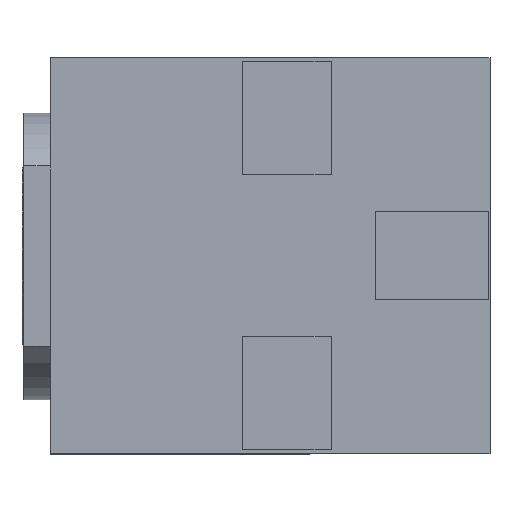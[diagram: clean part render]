
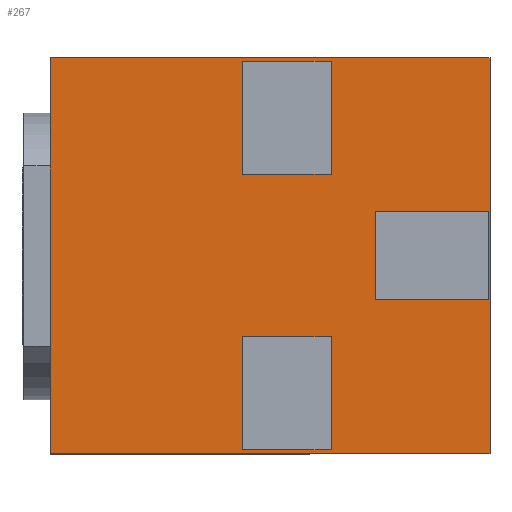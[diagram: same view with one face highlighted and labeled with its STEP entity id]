
A CAD part, top view. The second image highlights one B-rep face of the part: STEP entity #267.
In plain terms, the highlighted planar face has unit normal (0, 0, 1).
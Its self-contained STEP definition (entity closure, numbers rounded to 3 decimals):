
#44=LINE('',#1222,#121);
#48=LINE('',#1229,#125);
#49=LINE('',#1232,#126);
#50=LINE('',#1234,#127);
#51=LINE('',#1236,#128);
#52=LINE('',#1237,#129);
#53=LINE('',#1240,#130);
#54=LINE('',#1242,#131);
#55=LINE('',#1244,#132);
#56=LINE('',#1245,#133);
#57=LINE('',#1248,#134);
#58=LINE('',#1249,#135);
#59=LINE('',#1250,#136);
#60=LINE('',#1253,#137);
#61=LINE('',#1255,#138);
#62=LINE('',#1257,#139);
#121=VECTOR('',#932,1.);
#125=VECTOR('',#938,1.);
#126=VECTOR('',#939,1.);
#127=VECTOR('',#940,1.);
#128=VECTOR('',#941,1.);
#129=VECTOR('',#942,1.);
#130=VECTOR('',#943,1.);
#131=VECTOR('',#944,1.);
#132=VECTOR('',#945,1.);
#133=VECTOR('',#946,1.);
#134=VECTOR('',#947,1.);
#135=VECTOR('',#948,1.);
#136=VECTOR('',#949,1.);
#137=VECTOR('',#950,1.);
#138=VECTOR('',#951,1.);
#139=VECTOR('',#952,1.);
#195=PLANE('',#842);
#267=ADVANCED_FACE('',(#321,#322,#323,#324),#195,.T.);
#321=FACE_BOUND('',#351,.T.);
#322=FACE_BOUND('',#352,.T.);
#323=FACE_BOUND('',#353,.T.);
#324=FACE_BOUND('',#354,.T.);
#351=EDGE_LOOP('',(#423,#424,#425,#426));
#352=EDGE_LOOP('',(#427,#428,#429,#430));
#353=EDGE_LOOP('',(#431,#432,#433,#434));
#354=EDGE_LOOP('',(#435,#436,#437,#438));
#423=ORIENTED_EDGE('',*,*,#699,.F.);
#424=ORIENTED_EDGE('',*,*,#700,.F.);
#425=ORIENTED_EDGE('',*,*,#701,.F.);
#426=ORIENTED_EDGE('',*,*,#702,.F.);
#427=ORIENTED_EDGE('',*,*,#703,.T.);
#428=ORIENTED_EDGE('',*,*,#704,.T.);
#429=ORIENTED_EDGE('',*,*,#705,.T.);
#430=ORIENTED_EDGE('',*,*,#706,.T.);
#431=ORIENTED_EDGE('',*,*,#707,.T.);
#432=ORIENTED_EDGE('',*,*,#708,.F.);
#433=ORIENTED_EDGE('',*,*,#695,.F.);
#434=ORIENTED_EDGE('',*,*,#709,.T.);
#435=ORIENTED_EDGE('',*,*,#710,.F.);
#436=ORIENTED_EDGE('',*,*,#711,.F.);
#437=ORIENTED_EDGE('',*,*,#712,.F.);
#438=ORIENTED_EDGE('',*,*,#713,.F.);
#623=VERTEX_POINT('',#1221);
#624=VERTEX_POINT('',#1223);
#626=VERTEX_POINT('',#1230);
#627=VERTEX_POINT('',#1231);
#628=VERTEX_POINT('',#1233);
#629=VERTEX_POINT('',#1235);
#630=VERTEX_POINT('',#1238);
#631=VERTEX_POINT('',#1239);
#632=VERTEX_POINT('',#1241);
#633=VERTEX_POINT('',#1243);
#634=VERTEX_POINT('',#1246);
#635=VERTEX_POINT('',#1247);
#636=VERTEX_POINT('',#1251);
#637=VERTEX_POINT('',#1252);
#638=VERTEX_POINT('',#1254);
#639=VERTEX_POINT('',#1256);
#695=EDGE_CURVE('',#623,#624,#44,.T.);
#699=EDGE_CURVE('',#626,#627,#48,.T.);
#700=EDGE_CURVE('',#628,#626,#49,.T.);
#701=EDGE_CURVE('',#629,#628,#50,.T.);
#702=EDGE_CURVE('',#627,#629,#51,.T.);
#703=EDGE_CURVE('',#630,#631,#52,.T.);
#704=EDGE_CURVE('',#631,#632,#53,.T.);
#705=EDGE_CURVE('',#632,#633,#54,.T.);
#706=EDGE_CURVE('',#633,#630,#55,.T.);
#707=EDGE_CURVE('',#634,#635,#56,.T.);
#708=EDGE_CURVE('',#624,#635,#57,.T.);
#709=EDGE_CURVE('',#623,#634,#58,.T.);
#710=EDGE_CURVE('',#636,#637,#59,.T.);
#711=EDGE_CURVE('',#638,#636,#60,.T.);
#712=EDGE_CURVE('',#639,#638,#61,.T.);
#713=EDGE_CURVE('',#637,#639,#62,.T.);
#842=AXIS2_PLACEMENT_3D('',#1258,#953,#954);
#932=DIRECTION('',(-1.,0.,0.));
#938=DIRECTION('',(0.,-1.,0.));
#939=DIRECTION('',(-1.,0.,0.));
#940=DIRECTION('',(0.,1.,0.));
#941=DIRECTION('',(1.,0.,0.));
#942=DIRECTION('',(-1.,0.,0.));
#943=DIRECTION('',(0.,1.,0.));
#944=DIRECTION('',(1.,0.,0.));
#945=DIRECTION('',(0.,-1.,0.));
#946=DIRECTION('',(-1.,0.,0.));
#947=DIRECTION('',(0.,1.,0.));
#948=DIRECTION('',(0.,1.,0.));
#949=DIRECTION('',(1.,0.,0.));
#950=DIRECTION('',(0.,-1.,0.));
#951=DIRECTION('',(-1.,0.,0.));
#952=DIRECTION('',(0.,1.,0.));
#953=DIRECTION('',(0.,0.,1.));
#954=DIRECTION('',(0.,-1.,0.));
#1221=CARTESIAN_POINT('',(57.5,-56.,0.));
#1222=CARTESIAN_POINT('',(57.5,-56.,0.));
#1223=CARTESIAN_POINT('',(-67.,-56.,0.));
#1229=CARTESIAN_POINT('',(25.,12.5,0.));
#1230=CARTESIAN_POINT('',(25.,12.5,0.));
#1231=CARTESIAN_POINT('',(25.,-12.5,0.));
#1232=CARTESIAN_POINT('',(25.,12.5,0.));
#1233=CARTESIAN_POINT('',(57.,12.5,0.));
#1234=CARTESIAN_POINT('',(57.,12.5,0.));
#1235=CARTESIAN_POINT('',(57.,-12.5,0.));
#1236=CARTESIAN_POINT('',(57.,-12.5,0.));
#1237=CARTESIAN_POINT('',(12.5,-55.,0.));
#1238=CARTESIAN_POINT('',(12.5,-55.,0.));
#1239=CARTESIAN_POINT('',(-12.5,-55.,0.));
#1240=CARTESIAN_POINT('',(-12.5,-55.,0.));
#1241=CARTESIAN_POINT('',(-12.5,-23.,0.));
#1242=CARTESIAN_POINT('',(12.5,-23.,0.));
#1243=CARTESIAN_POINT('',(12.5,-23.,0.));
#1244=CARTESIAN_POINT('',(12.5,-23.,0.));
#1245=CARTESIAN_POINT('',(57.5,56.,0.));
#1246=CARTESIAN_POINT('',(57.5,56.,0.));
#1247=CARTESIAN_POINT('',(-67.,56.,0.));
#1248=CARTESIAN_POINT('',(-67.,-56.,0.));
#1249=CARTESIAN_POINT('',(57.5,-56.,0.));
#1250=CARTESIAN_POINT('',(-12.5,23.,0.));
#1251=CARTESIAN_POINT('',(-12.5,23.,0.));
#1252=CARTESIAN_POINT('',(12.5,23.,0.));
#1253=CARTESIAN_POINT('',(-12.5,23.,0.));
#1254=CARTESIAN_POINT('',(-12.5,55.,0.));
#1255=CARTESIAN_POINT('',(-12.5,55.,0.));
#1256=CARTESIAN_POINT('',(12.5,55.,0.));
#1257=CARTESIAN_POINT('',(12.5,55.,0.));
#1258=CARTESIAN_POINT('',(57.5,-56.,0.));
